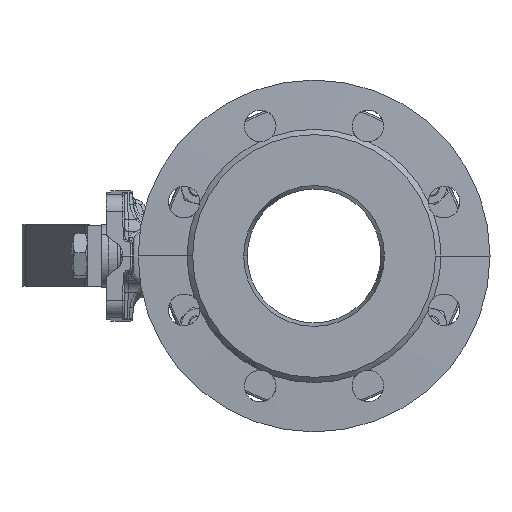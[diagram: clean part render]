
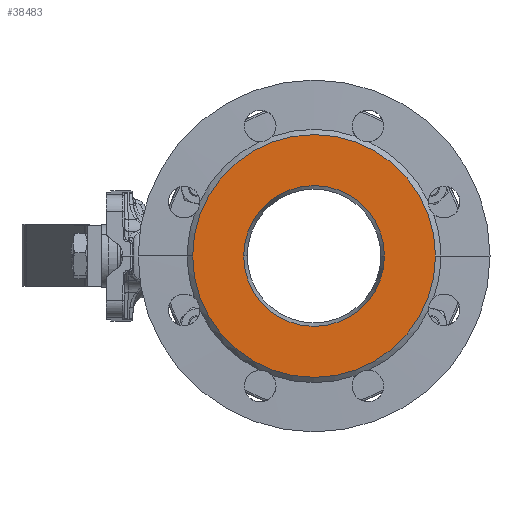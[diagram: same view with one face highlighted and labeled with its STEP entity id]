
A CAD part, left-side view. The second image highlights one B-rep face of the part: STEP entity #38483.
In plain terms, the highlighted planar face has unit normal (-1, 0, 0).
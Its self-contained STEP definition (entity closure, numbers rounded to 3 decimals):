
#7481 = FACE_OUTER_BOUND ( 'NONE', #38493, .T. ) ;
#7484 = FACE_BOUND ( 'NONE', #38484, .T. ) ;
#7523 = DIRECTION ( 'NONE',  ( 0., -1., 0. ) ) ;
#7524 = DIRECTION ( 'NONE',  ( -1., 0., 0. ) ) ;
#7525 = AXIS2_PLACEMENT_3D ( 'NONE', #7532, #7524, #7523 ) ;
#7526 = CIRCLE ( 'NONE', #7525, 40. ) ;
#7527 = DIRECTION ( 'NONE',  ( 0., 1., 0. ) ) ;
#7528 = DIRECTION ( 'NONE',  ( 1., 0., 0. ) ) ;
#7529 = CARTESIAN_POINT ( 'NONE',  ( -95., 0., 40. ) ) ;
#7530 = AXIS2_PLACEMENT_3D ( 'NONE', #7529, #7528, #7527 ) ;
#7531 = PLANE ( 'NONE',  #7530 ) ;
#7532 = CARTESIAN_POINT ( 'NONE',  ( -95., 0., 0. ) ) ;
#7563 = DIRECTION ( 'NONE',  ( 0., -1., 0. ) ) ;
#7564 = DIRECTION ( 'NONE',  ( -1., 0., 0. ) ) ;
#7565 = CARTESIAN_POINT ( 'NONE',  ( -95., 0., 0. ) ) ;
#7566 = AXIS2_PLACEMENT_3D ( 'NONE', #7565, #7564, #7563 ) ;
#7571 = CIRCLE ( 'NONE', #7566, 69. ) ;
#14245 = CARTESIAN_POINT ( 'NONE',  ( -95., 40., 0. ) ) ;
#14380 = AXIS2_PLACEMENT_3D ( 'NONE', #14388, #14387, #14386 ) ;
#14381 = CIRCLE ( 'NONE', #14380, 69. ) ;
#14386 = DIRECTION ( 'NONE',  ( 0., -1., 0. ) ) ;
#14387 = DIRECTION ( 'NONE',  ( -1., 0., 0. ) ) ;
#14388 = CARTESIAN_POINT ( 'NONE',  ( -95., 0., 0. ) ) ;
#14626 = CARTESIAN_POINT ( 'NONE',  ( -95., -69., 0. ) ) ;
#14629 = CARTESIAN_POINT ( 'NONE',  ( -95., 69., 0. ) ) ;
#15186 = CARTESIAN_POINT ( 'NONE',  ( -95., -40., 0. ) ) ;
#15193 = DIRECTION ( 'NONE',  ( 0., -1., 0. ) ) ;
#15194 = DIRECTION ( 'NONE',  ( -1., 0., 0. ) ) ;
#15195 = CARTESIAN_POINT ( 'NONE',  ( -95., 0., 0. ) ) ;
#15196 = AXIS2_PLACEMENT_3D ( 'NONE', #15195, #15194, #15193 ) ;
#15197 = CIRCLE ( 'NONE', #15196, 40. ) ;
#38483 = ADVANCED_FACE ( 'NONE', ( #7484, #7481 ), #7531, .F. ) ;
#38484 = EDGE_LOOP ( 'NONE', ( #38485, #38490 ) ) ;
#38485 = ORIENTED_EDGE ( 'NONE', *, *, #38486, .F. ) ;
#38486 = EDGE_CURVE ( 'NONE', #53780, #53525, #7526, .T. ) ;
#38490 = ORIENTED_EDGE ( 'NONE', *, *, #53775, .F. ) ;
#38493 = EDGE_LOOP ( 'NONE', ( #38500, #38501 ) ) ;
#38500 = ORIENTED_EDGE ( 'NONE', *, *, #38552, .T. ) ;
#38501 = ORIENTED_EDGE ( 'NONE', *, *, #53626, .T. ) ;
#38552 = EDGE_CURVE ( 'NONE', #53647, #53628, #7571, .T. ) ;
#53525 = VERTEX_POINT ( 'NONE', #14245 ) ;
#53626 = EDGE_CURVE ( 'NONE', #53628, #53647, #14381, .T. ) ;
#53628 = VERTEX_POINT ( 'NONE', #14626 ) ;
#53647 = VERTEX_POINT ( 'NONE', #14629 ) ;
#53775 = EDGE_CURVE ( 'NONE', #53525, #53780, #15197, .T. ) ;
#53780 = VERTEX_POINT ( 'NONE', #15186 ) ;
